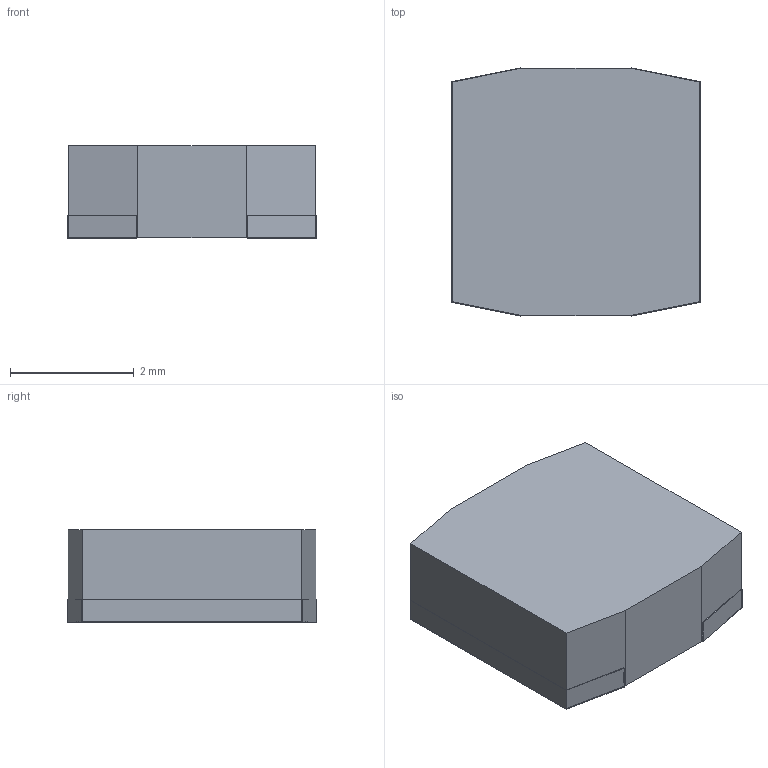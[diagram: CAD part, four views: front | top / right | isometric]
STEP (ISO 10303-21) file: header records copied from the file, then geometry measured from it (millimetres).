
FILE_DESCRIPTION (( 'STEP AP214' ), '1' );
FILE_NAME ('VLS4015CX-H_3DMODEL.STEP', '2022-03-18T10:27:34', ( '' ), ( '' ), 'SwSTEP 2.0', 'SolidWorks 2020', '' );
FILE_SCHEMA (( 'AUTOMOTIVE_DESIGN' ));
Length unit declared in the file: millimetre
Products named in the file (1): VLS4015CX-H_3DMODEL
Bounding box: 4.02 x 4.01 x 1.5 mm (x, y, z)
Volume: 23.2 mm3; surface area: 79.4 mm2
Topology: 9 solids, 9 shells, 58 faces, 120 edges, 80 vertices
Faces by surface type: plane 58
Entity records: 2138 total; most frequent: CARTESIAN_POINT 259, ORIENTED_EDGE 240, DIRECTION 238, LINE 120, VECTOR 120, EDGE_CURVE 120, VERTEX_POINT 80, UNCERTAINTY_MEASURE_WITH_UNIT 59
